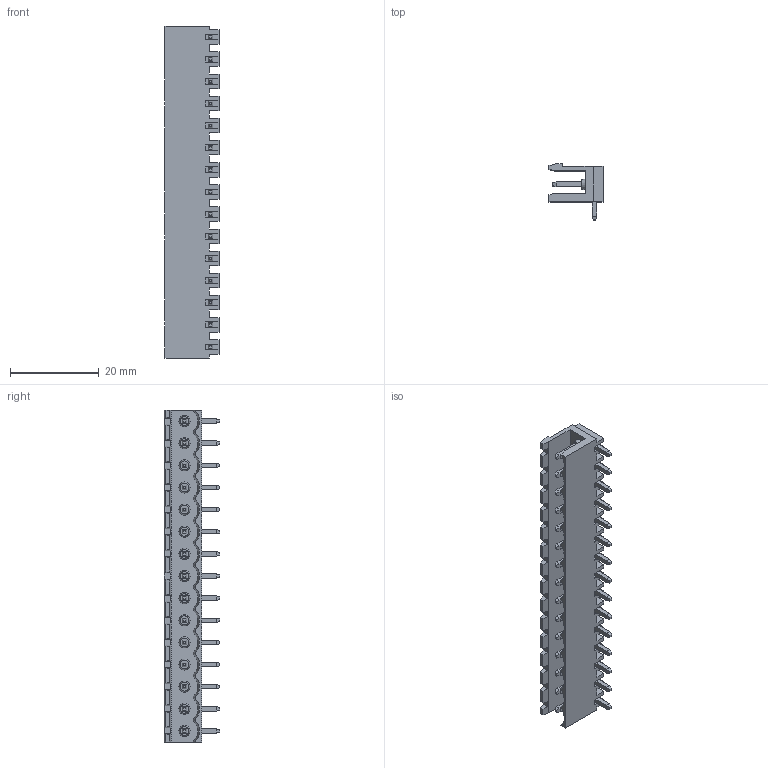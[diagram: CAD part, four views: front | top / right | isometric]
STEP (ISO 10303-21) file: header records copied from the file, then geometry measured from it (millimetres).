
FILE_DESCRIPTION(('STEP AP214'),'1');
FILE_NAME('PV15-5-H.stp','2021-03-31T16:02:03',(' '),(' '),'Spatial InterOp 3D',' ',' ');
FILE_SCHEMA(('automotive_design'));
Length unit declared in the file: metre
Products named in the file (1): 1
Bounding box: 12.2 x 12.6 x 75 mm (x, y, z)
Volume: 3266.9 mm3; surface area: 6269.8 mm2
Topology: 1 solids, 1 shells, 789 faces, 1977 edges, 1253 vertices
Faces by surface type: plane 724, cylinder 34, cone 30, extrusion 1
Entity records: 29064 total; most frequent: CARTESIAN_POINT 4083, ORIENTED_EDGE 3894, DIRECTION 3607, EDGE_CURVE 1947, VECTOR 1803, LINE 1802, VERTEX_POINT 1238, AXIS2_PLACEMENT_3D 902
